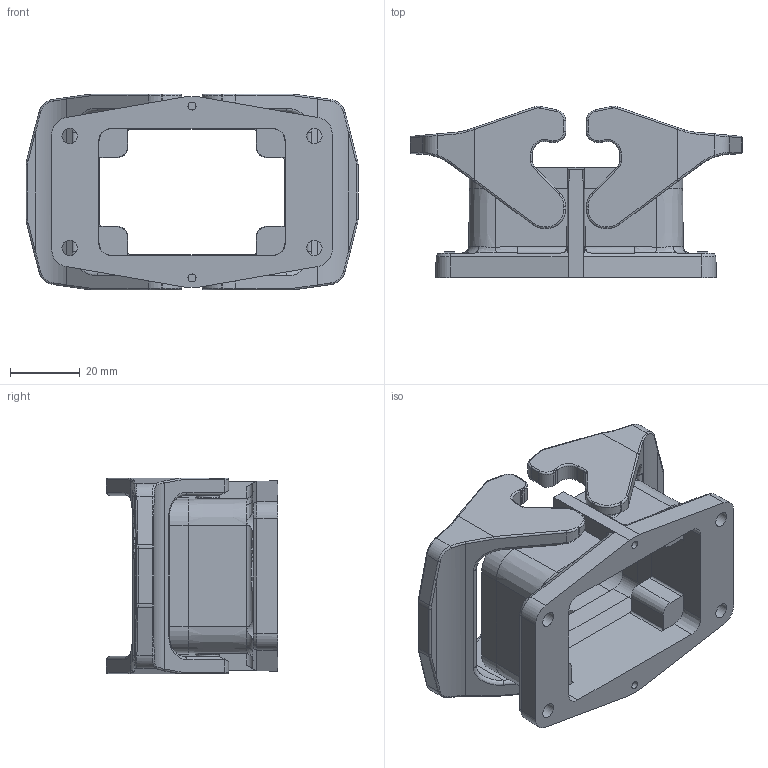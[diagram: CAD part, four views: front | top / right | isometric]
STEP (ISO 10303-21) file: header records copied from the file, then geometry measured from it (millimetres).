
FILE_DESCRIPTION(/* description */ (''),/* implementation_level */ '2;1');
FILE_NAME(/* name */ '',/* time_stamp */ '2017-03-14T11:59:52+08:00',/* author */ (''),/* organization */ (''),/* preprocessor_version */ 'ST-DEVELOPER v11',/* originating_system */ 'SIEMENS PLM Software NX 7.0',/* authorisation */ '');
FILE_SCHEMA (('CONFIG_CONTROL_DESIGN'));
Length unit declared in the file: millimetre
Products named in the file (1): H6B.P_BK_2L_stp
Bounding box: 95 x 49.01 x 56 mm (x, y, z)
Volume: 58688.8 mm3; surface area: 29297.7 mm2
Topology: 1 solids, 1 shells, 672 faces, 1716 edges, 1074 vertices
Faces by surface type: plane 302, cylinder 190, bspline 72, torus 56, extrusion 32, cone 20
Full cylindrical faces by diameter (mm): 2.3 x2, 3 x4, 4.4 x4, 6.8 x4
Entity records: 21692 total; most frequent: CARTESIAN_POINT 5775, ORIENTED_EDGE 3376, DIRECTION 3158, EDGE_CURVE 1688, AXIS2_PLACEMENT_3D 1073, VERTEX_POINT 1060, VECTOR 1012, LINE 980
